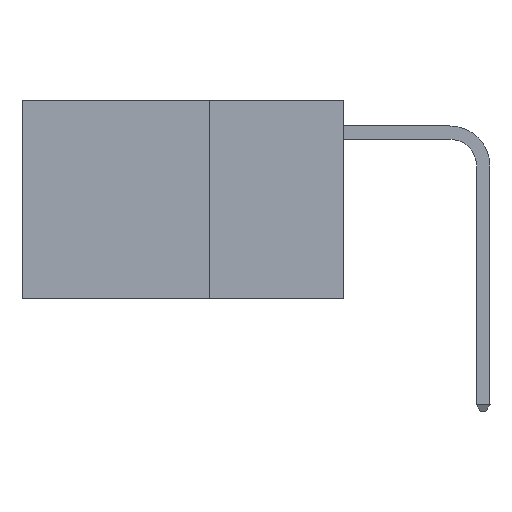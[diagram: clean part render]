
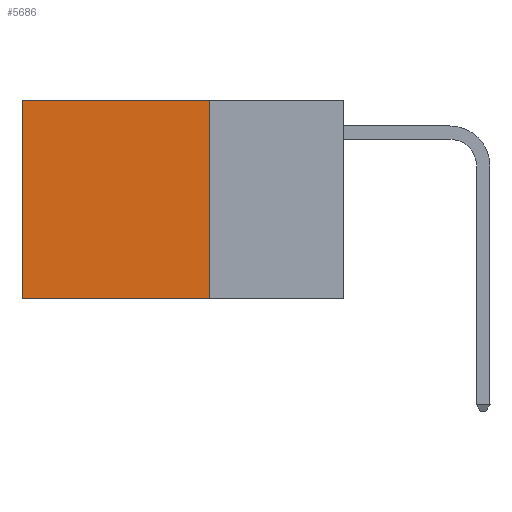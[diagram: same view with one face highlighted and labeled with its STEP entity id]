
A CAD part, left-side view. The second image highlights one B-rep face of the part: STEP entity #5686.
In plain terms, the highlighted planar face has unit normal (-1, 0, 0).
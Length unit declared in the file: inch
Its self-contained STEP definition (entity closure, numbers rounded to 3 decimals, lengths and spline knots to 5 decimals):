
#187 = VECTOR ( 'NONE', #1519, 39.37008 ) ;
#469 = LINE ( 'NONE', #1954, #187 ) ;
#712 = VERTEX_POINT ( 'NONE', #14154 ) ;
#1305 = CARTESIAN_POINT ( 'NONE',  ( 0.2625, 0.25, 0. ) ) ;
#1426 = DIRECTION ( 'NONE',  ( 0., 0., -1. ) ) ;
#1519 = DIRECTION ( 'NONE',  ( 0., 1., 0. ) ) ;
#1577 = CARTESIAN_POINT ( 'NONE',  ( 0.2625, 0.25, 0. ) ) ;
#1954 = CARTESIAN_POINT ( 'NONE',  ( 0.2625, 0.25, -0.37 ) ) ;
#2146 = VECTOR ( 'NONE', #1426, 39.37008 ) ;
#2638 = VECTOR ( 'NONE', #5416, 39.37008 ) ;
#3057 = LINE ( 'NONE', #4103, #2638 ) ;
#3531 = ORIENTED_EDGE ( 'NONE', *, *, #12746, .F. ) ;
#4103 = CARTESIAN_POINT ( 'NONE',  ( 0.2625, 0.6, 0. ) ) ;
#4393 = ORIENTED_EDGE ( 'NONE', *, *, #11073, .F. ) ;
#5383 = DIRECTION ( 'NONE',  ( 0., 1., 0. ) ) ;
#5416 = DIRECTION ( 'NONE',  ( 0., 0., -1. ) ) ;
#5642 = CARTESIAN_POINT ( 'NONE',  ( 0.2625, 0.25, 0. ) ) ;
#5686 = ADVANCED_FACE ( 'NONE', ( #6852 ), #6629, .F. ) ;
#6282 = VERTEX_POINT ( 'NONE', #14499 ) ;
#6323 = DIRECTION ( 'NONE',  ( 0., 0., -1. ) ) ;
#6358 = DIRECTION ( 'NONE',  ( 1., 0., 0. ) ) ;
#6447 = CARTESIAN_POINT ( 'NONE',  ( 0.2625, 0.25, 0. ) ) ;
#6629 = PLANE ( 'NONE',  #13836 ) ;
#6711 = CARTESIAN_POINT ( 'NONE',  ( 0.2625, 0.6, -0.37 ) ) ;
#6852 = FACE_OUTER_BOUND ( 'NONE', #10140, .T. ) ;
#7463 = EDGE_CURVE ( 'NONE', #7905, #712, #14543, .T. ) ;
#7905 = VERTEX_POINT ( 'NONE', #1577 ) ;
#8377 = ORIENTED_EDGE ( 'NONE', *, *, #7463, .T. ) ;
#8469 = LINE ( 'NONE', #1305, #2146 ) ;
#10140 = EDGE_LOOP ( 'NONE', ( #13252, #4393, #3531, #8377 ) ) ;
#11073 = EDGE_CURVE ( 'NONE', #6282, #15409, #469, .T. ) ;
#12746 = EDGE_CURVE ( 'NONE', #7905, #6282, #8469, .T. ) ;
#13252 = ORIENTED_EDGE ( 'NONE', *, *, #15363, .T. ) ;
#13836 = AXIS2_PLACEMENT_3D ( 'NONE', #6447, #6358, #6323 ) ;
#14154 = CARTESIAN_POINT ( 'NONE',  ( 0.2625, 0.6, 0. ) ) ;
#14497 = VECTOR ( 'NONE', #5383, 39.37008 ) ;
#14499 = CARTESIAN_POINT ( 'NONE',  ( 0.2625, 0.25, -0.37 ) ) ;
#14543 = LINE ( 'NONE', #5642, #14497 ) ;
#15363 = EDGE_CURVE ( 'NONE', #712, #15409, #3057, .T. ) ;
#15409 = VERTEX_POINT ( 'NONE', #6711 ) ;
